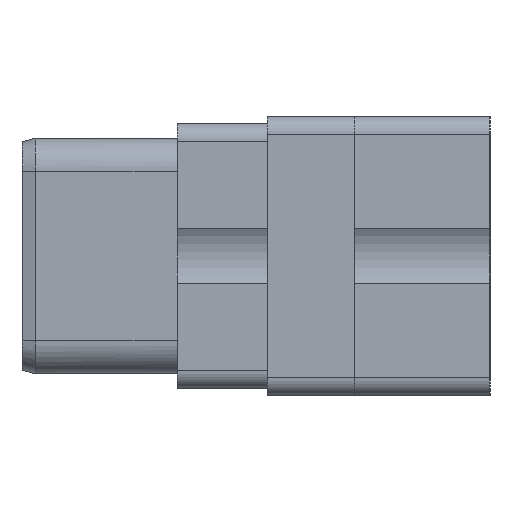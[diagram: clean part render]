
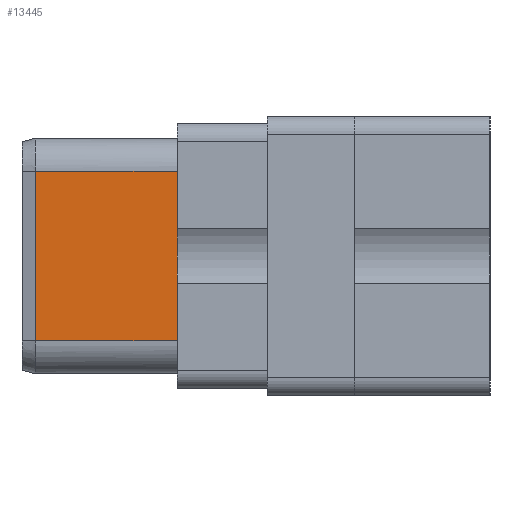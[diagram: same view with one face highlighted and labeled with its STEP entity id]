
A CAD part, left-side view. The second image highlights one B-rep face of the part: STEP entity #13445.
In plain terms, the highlighted planar face has unit normal (-1, 0.011, 0).
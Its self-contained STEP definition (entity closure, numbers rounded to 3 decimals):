
#1254=DIRECTION('',(-0.011,-1.,0.));
#1255=VECTOR('',#1254,8.075);
#1256=CARTESIAN_POINT('',(-36.079,8.09,-4.825));
#1257=LINE('',#1256,#1255);
#1286=CARTESIAN_POINT('',(-36.17,0.015,-4.825));
#1288=DIRECTION('',(0.,0.,1.));
#1289=VECTOR('',#1288,9.65);
#1290=CARTESIAN_POINT('',(-36.079,8.09,-4.825));
#1291=LINE('',#1290,#1289);
#1292=DIRECTION('',(-0.011,-1.,0.));
#1293=VECTOR('',#1292,8.075);
#1294=CARTESIAN_POINT('',(-36.079,8.09,4.825));
#1295=LINE('',#1294,#1293);
#1386=CARTESIAN_POINT('',(-36.17,0.015,4.825));
#1435=DIRECTION('',(0.,0.,1.));
#1436=VECTOR('',#1435,9.65);
#1437=CARTESIAN_POINT('',(-36.17,0.015,-4.825));
#1438=LINE('',#1437,#1436);
#9396=VERTEX_POINT('',#1286);
#9398=VERTEX_POINT('',#1386);
#9417=CARTESIAN_POINT('',(-36.079,8.09,-4.825));
#9418=VERTEX_POINT('',#9417);
#9419=CARTESIAN_POINT('',(-36.079,8.09,4.825));
#9420=VERTEX_POINT('',#9419);
#13432=CARTESIAN_POINT('',(-36.07,8.85,6.705));
#13433=DIRECTION('',(-1.,0.011,0.));
#13434=DIRECTION('',(-0.011,-1.,0.));
#13435=AXIS2_PLACEMENT_3D('',#13432,#13433,#13434);
#13436=PLANE('',#13435);
#13437=ORIENTED_EDGE('',*,*,#13425,.F.);
#13438=ORIENTED_EDGE('',*,*,#13263,.T.);
#13440=ORIENTED_EDGE('',*,*,#13439,.T.);
#13442=ORIENTED_EDGE('',*,*,#13441,.F.);
#13443=EDGE_LOOP('',(#13437,#13438,#13440,#13442));
#13444=FACE_OUTER_BOUND('',#13443,.F.);
#13445=ADVANCED_FACE('',(#13444),#13436,.T.);
#13263=EDGE_CURVE('',#9418,#9420,#1291,.T.);
#13425=EDGE_CURVE('',#9418,#9396,#1257,.T.);
#13439=EDGE_CURVE('',#9420,#9398,#1295,.T.);
#13441=EDGE_CURVE('',#9396,#9398,#1438,.T.);
